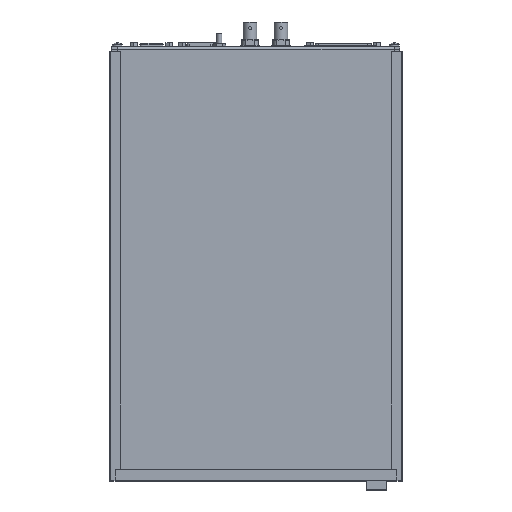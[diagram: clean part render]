
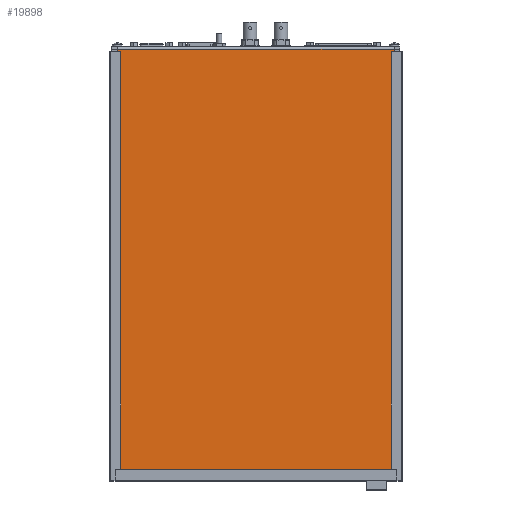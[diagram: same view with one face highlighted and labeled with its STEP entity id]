
A CAD part, top view. The second image highlights one B-rep face of the part: STEP entity #19898.
In plain terms, the highlighted planar face has unit normal (0, 0, 1).
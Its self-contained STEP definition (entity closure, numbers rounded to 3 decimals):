
#17252=FACE_OUTER_BOUND('',#26505,.T.);
#19898=ADVANCED_FACE('',(#17252),#22562,.T.);
#22562=PLANE('',#68053);
#26505=EDGE_LOOP('',(#35314,#35315,#35316,#35317));
#35314=ORIENTED_EDGE('',*,*,#52915,.T.);
#35315=ORIENTED_EDGE('',*,*,#52916,.T.);
#35316=ORIENTED_EDGE('',*,*,#52917,.F.);
#35317=ORIENTED_EDGE('',*,*,#52918,.T.);
#47579=VERTEX_POINT('',#93447);
#47580=VERTEX_POINT('',#93448);
#47581=VERTEX_POINT('',#93450);
#47582=VERTEX_POINT('',#93452);
#52915=EDGE_CURVE('',#47579,#47580,#59103,.T.);
#52916=EDGE_CURVE('',#47580,#47581,#59104,.T.);
#52917=EDGE_CURVE('',#47582,#47581,#59105,.T.);
#52918=EDGE_CURVE('',#47582,#47579,#59106,.T.);
#59103=LINE('',#93446,#63668);
#59104=LINE('',#93449,#63669);
#59105=LINE('',#93451,#63670);
#59106=LINE('',#93453,#63671);
#63668=VECTOR('',#75929,1.);
#63669=VECTOR('',#75930,1.);
#63670=VECTOR('',#75931,1.);
#63671=VECTOR('',#75932,1.);
#68053=AXIS2_PLACEMENT_3D('',#93454,#75933,#75934);
#75929=DIRECTION('',(0.,1.,0.));
#75930=DIRECTION('',(-1.,0.,0.));
#75931=DIRECTION('',(0.,1.,0.));
#75932=DIRECTION('',(1.,0.,0.));
#75933=DIRECTION('',(0.,0.,1.));
#75934=DIRECTION('',(0.,1.,0.));
#93446=CARTESIAN_POINT('',(6.82,3.082,0.781));
#93447=CARTESIAN_POINT('',(6.82,-8.67,0.781));
#93448=CARTESIAN_POINT('',(6.82,3.09,0.781));
#93449=CARTESIAN_POINT('',(6.97,3.09,0.781));
#93450=CARTESIAN_POINT('',(-0.86,3.09,0.781));
#93451=CARTESIAN_POINT('',(-0.86,3.082,0.781));
#93452=CARTESIAN_POINT('',(-0.86,-8.67,0.781));
#93453=CARTESIAN_POINT('',(-0.86,-8.67,0.781));
#93454=CARTESIAN_POINT('',(6.97,3.15,0.781));
